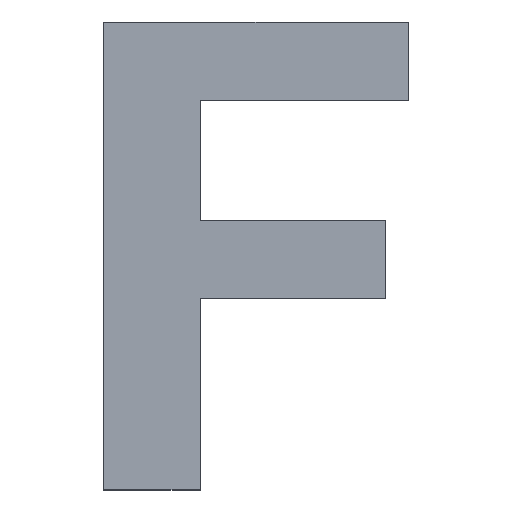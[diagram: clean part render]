
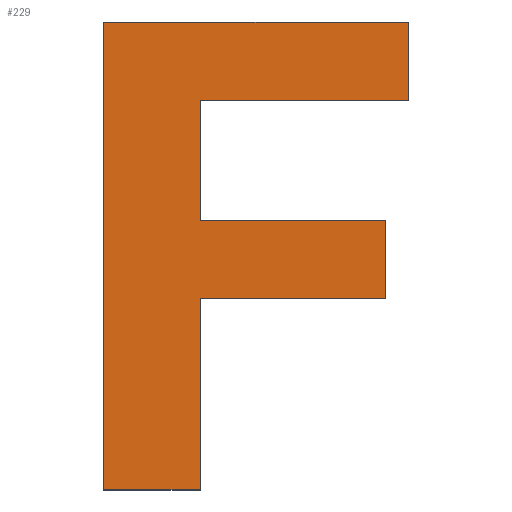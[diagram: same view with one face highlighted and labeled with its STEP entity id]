
A CAD part, top view. The second image highlights one B-rep face of the part: STEP entity #229.
In plain terms, the highlighted planar face has unit normal (0, 0, 1).
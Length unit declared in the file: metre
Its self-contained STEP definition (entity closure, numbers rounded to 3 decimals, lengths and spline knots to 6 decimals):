
#62=ORIENTED_EDGE('',*,*,#72,.F.);
#63=ORIENTED_EDGE('',*,*,#76,.F.);
#64=ORIENTED_EDGE('',*,*,#79,.F.);
#65=ORIENTED_EDGE('',*,*,#82,.F.);
#66=ORIENTED_EDGE('',*,*,#85,.F.);
#67=ORIENTED_EDGE('',*,*,#88,.F.);
#68=ORIENTED_EDGE('',*,*,#91,.F.);
#69=ORIENTED_EDGE('',*,*,#94,.F.);
#70=ORIENTED_EDGE('',*,*,#97,.F.);
#71=ORIENTED_EDGE('',*,*,#100,.F.);
#72=EDGE_CURVE('',#102,#103,#122,.T.);
#76=EDGE_CURVE('',#106,#102,#126,.T.);
#79=EDGE_CURVE('',#108,#106,#129,.T.);
#82=EDGE_CURVE('',#110,#108,#132,.T.);
#85=EDGE_CURVE('',#112,#110,#135,.T.);
#88=EDGE_CURVE('',#114,#112,#138,.T.);
#91=EDGE_CURVE('',#116,#114,#141,.T.);
#94=EDGE_CURVE('',#118,#116,#144,.T.);
#97=EDGE_CURVE('',#120,#118,#147,.T.);
#100=EDGE_CURVE('',#103,#120,#150,.T.);
#102=VERTEX_POINT('',#314);
#103=VERTEX_POINT('',#315);
#106=VERTEX_POINT('',#323);
#108=VERTEX_POINT('',#329);
#110=VERTEX_POINT('',#335);
#112=VERTEX_POINT('',#341);
#114=VERTEX_POINT('',#347);
#116=VERTEX_POINT('',#353);
#118=VERTEX_POINT('',#359);
#120=VERTEX_POINT('',#365);
#122=LINE('',#313,#152);
#126=LINE('',#322,#156);
#129=LINE('',#328,#159);
#132=LINE('',#334,#162);
#135=LINE('',#340,#165);
#138=LINE('',#346,#168);
#141=LINE('',#352,#171);
#144=LINE('',#358,#174);
#147=LINE('',#364,#177);
#150=LINE('',#370,#180);
#152=VECTOR('',#259,1.);
#156=VECTOR('',#265,1.);
#159=VECTOR('',#270,1.);
#162=VECTOR('',#275,1.);
#165=VECTOR('',#280,1.);
#168=VECTOR('',#285,1.);
#171=VECTOR('',#290,1.);
#174=VECTOR('',#295,1.);
#177=VECTOR('',#300,1.);
#180=VECTOR('',#305,1.);
#193=EDGE_LOOP('',(#62,#63,#64,#65,#66,#67,#68,#69,#70,#71));
#205=FACE_BOUND('',#193,.T.);
#217=PLANE('',#254);
#229=ADVANCED_FACE('',(#205),#217,.T.);
#254=AXIS2_PLACEMENT_3D('',#373,#309,#310);
#259=DIRECTION('',(-1.,0.,0.));
#265=DIRECTION('',(0.,-1.,0.));
#270=DIRECTION('',(1.,0.,0.));
#275=DIRECTION('',(0.,-1.,0.));
#280=DIRECTION('',(-1.,0.,0.));
#285=DIRECTION('',(0.,-1.,0.));
#290=DIRECTION('',(1.,0.,0.));
#295=DIRECTION('',(0.,1.,0.));
#300=DIRECTION('',(-1.,0.,0.));
#305=DIRECTION('',(0.,-1.,0.));
#309=DIRECTION('',(0.,0.,1.));
#310=DIRECTION('',(1.,0.,0.));
#313=CARTESIAN_POINT('',(0.194007,-0.025569,0.0095));
#314=CARTESIAN_POINT('',(0.194378,-0.025569,0.0095));
#315=CARTESIAN_POINT('',(0.193636,-0.025569,0.0095));
#322=CARTESIAN_POINT('',(0.194378,-0.025413,0.0095));
#323=CARTESIAN_POINT('',(0.194378,-0.025257,0.0095));
#328=CARTESIAN_POINT('',(0.194007,-0.025257,0.0095));
#329=CARTESIAN_POINT('',(0.193636,-0.025257,0.0095));
#334=CARTESIAN_POINT('',(0.193636,-0.025015,0.0095));
#335=CARTESIAN_POINT('',(0.193636,-0.024772,0.0095));
#340=CARTESIAN_POINT('',(0.194053,-0.024772,0.0095));
#341=CARTESIAN_POINT('',(0.19447,-0.024772,0.0095));
#346=CARTESIAN_POINT('',(0.19447,-0.024616,0.0095));
#347=CARTESIAN_POINT('',(0.19447,-0.024459,0.0095));
#352=CARTESIAN_POINT('',(0.19386,-0.024459,0.0095));
#353=CARTESIAN_POINT('',(0.193249,-0.024459,0.0095));
#358=CARTESIAN_POINT('',(0.193249,-0.025397,0.0095));
#359=CARTESIAN_POINT('',(0.193249,-0.026335,0.0095));
#364=CARTESIAN_POINT('',(0.193442,-0.026335,0.0095));
#365=CARTESIAN_POINT('',(0.193636,-0.026335,0.0095));
#370=CARTESIAN_POINT('',(0.193636,-0.025952,0.0095));
#373=CARTESIAN_POINT('',(0.104891,-0.015824,0.0095));
